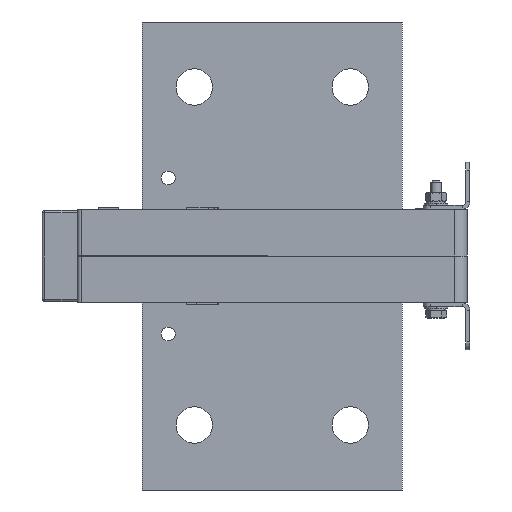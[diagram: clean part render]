
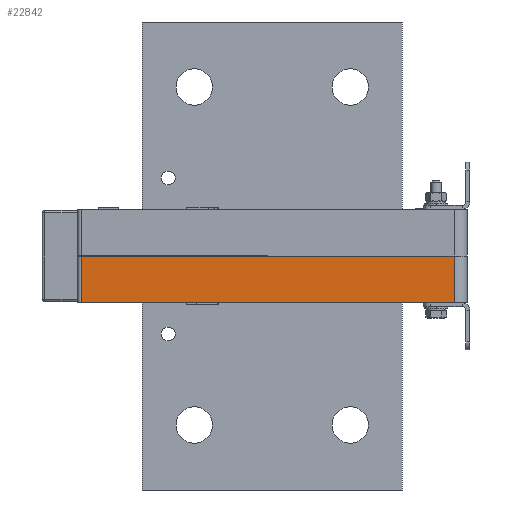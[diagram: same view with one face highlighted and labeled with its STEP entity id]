
A CAD part, left-side view. The second image highlights one B-rep face of the part: STEP entity #22842.
In plain terms, the highlighted planar face has unit normal (-1, 0, 0).
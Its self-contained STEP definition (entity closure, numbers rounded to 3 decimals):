
#1326 = AXIS2_PLACEMENT_3D ( 'NONE', #25667, #30507, #20738 ) ;
#2387 = EDGE_CURVE ( 'NONE', #19424, #18276, #2714, .T. ) ;
#2714 = LINE ( 'NONE', #11008, #5121 ) ;
#5121 = VECTOR ( 'NONE', #6725, 1000. ) ;
#5924 = VERTEX_POINT ( 'NONE', #14846 ) ;
#6637 = LINE ( 'NONE', #18434, #10592 ) ;
#6725 = DIRECTION ( 'NONE',  ( 0., 0., 1. ) ) ;
#8524 = EDGE_CURVE ( 'NONE', #19424, #5924, #26593, .T. ) ;
#8703 = CARTESIAN_POINT ( 'NONE',  ( -49., -70., 0. ) ) ;
#9461 = CARTESIAN_POINT ( 'NONE',  ( -49., 73.5, 0. ) ) ;
#10125 = ORIENTED_EDGE ( 'NONE', *, *, #2387, .F. ) ;
#10592 = VECTOR ( 'NONE', #18982, 1000. ) ;
#10674 = VECTOR ( 'NONE', #30070, 1000. ) ;
#11008 = CARTESIAN_POINT ( 'NONE',  ( -49., 73.5, -18. ) ) ;
#11514 = FACE_OUTER_BOUND ( 'NONE', #17166, .T. ) ;
#11594 = VECTOR ( 'NONE', #30535, 1000. ) ;
#12659 = VERTEX_POINT ( 'NONE', #8703 ) ;
#13284 = PLANE ( 'NONE',  #1326 ) ;
#13308 = CARTESIAN_POINT ( 'NONE',  ( -49., -70., -18. ) ) ;
#14475 = EDGE_CURVE ( 'NONE', #5924, #12659, #15056, .T. ) ;
#14846 = CARTESIAN_POINT ( 'NONE',  ( -49., -70., -18. ) ) ;
#14966 = ORIENTED_EDGE ( 'NONE', *, *, #8524, .T. ) ;
#15056 = LINE ( 'NONE', #27058, #10674 ) ;
#16196 = CARTESIAN_POINT ( 'NONE',  ( -49., 73.5, -18. ) ) ;
#17166 = EDGE_LOOP ( 'NONE', ( #27633, #10125, #14966, #28816 ) ) ;
#17421 = EDGE_CURVE ( 'NONE', #18276, #12659, #6637, .T. ) ;
#18276 = VERTEX_POINT ( 'NONE', #9461 ) ;
#18434 = CARTESIAN_POINT ( 'NONE',  ( -49., -70., 0. ) ) ;
#18982 = DIRECTION ( 'NONE',  ( 0., -1., 0. ) ) ;
#19424 = VERTEX_POINT ( 'NONE', #16196 ) ;
#20738 = DIRECTION ( 'NONE',  ( 0., -1., 0. ) ) ;
#22842 = ADVANCED_FACE ( 'NONE', ( #11514 ), #13284, .T. ) ;
#25667 = CARTESIAN_POINT ( 'NONE',  ( -49., -70., -18. ) ) ;
#26593 = LINE ( 'NONE', #13308, #11594 ) ;
#27058 = CARTESIAN_POINT ( 'NONE',  ( -49., -70., -18. ) ) ;
#27633 = ORIENTED_EDGE ( 'NONE', *, *, #17421, .F. ) ;
#28816 = ORIENTED_EDGE ( 'NONE', *, *, #14475, .T. ) ;
#30070 = DIRECTION ( 'NONE',  ( 0., 0., 1. ) ) ;
#30507 = DIRECTION ( 'NONE',  ( -1., 0., 0. ) ) ;
#30535 = DIRECTION ( 'NONE',  ( 0., -1., 0. ) ) ;
